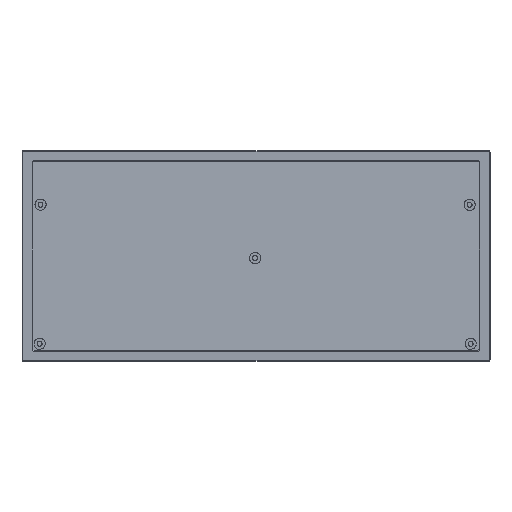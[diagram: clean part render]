
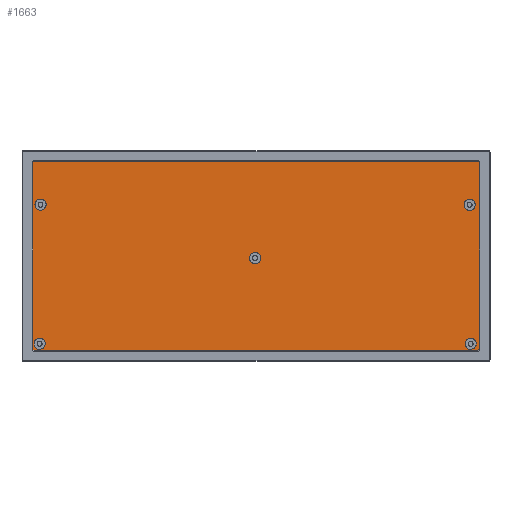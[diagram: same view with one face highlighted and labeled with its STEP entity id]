
A CAD part, top view. The second image highlights one B-rep face of the part: STEP entity #1663.
In plain terms, the highlighted planar face has unit normal (0, 0, 1).
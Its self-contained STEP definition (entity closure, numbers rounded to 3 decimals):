
#37=CIRCLE('',#1769,3.6);
#39=CIRCLE('',#1776,3.6);
#41=CIRCLE('',#1784,3.6);
#42=CIRCLE('',#1788,3.6);
#44=CIRCLE('',#1795,3.6);
#46=CIRCLE('',#1803,3.6);
#48=CIRCLE('',#1810,3.6);
#49=CIRCLE('',#1813,1.);
#50=CIRCLE('',#1814,1.);
#51=CIRCLE('',#1815,1.);
#52=CIRCLE('',#1816,1.);
#175=FACE_BOUND('',#346,.T.);
#176=FACE_BOUND('',#347,.T.);
#177=FACE_BOUND('',#348,.T.);
#178=FACE_BOUND('',#349,.T.);
#179=FACE_BOUND('',#350,.T.);
#228=FACE_OUTER_BOUND('',#345,.T.);
#345=EDGE_LOOP('',(#1265,#1266,#1267,#1268,#1269,#1270,#1271,#1272));
#346=EDGE_LOOP('',(#1273));
#347=EDGE_LOOP('',(#1274));
#348=EDGE_LOOP('',(#1275,#1276,#1277,#1278));
#349=EDGE_LOOP('',(#1279));
#350=EDGE_LOOP('',(#1280,#1281,#1282,#1283));
#468=LINE('',#2574,#611);
#474=LINE('',#2591,#617);
#478=LINE('',#2606,#621);
#485=LINE('',#2635,#628);
#489=LINE('',#2650,#632);
#494=LINE('',#2682,#637);
#495=LINE('',#2686,#638);
#496=LINE('',#2690,#639);
#611=VECTOR('',#2040,10.);
#617=VECTOR('',#2056,10.);
#621=VECTOR('',#2074,10.);
#628=VECTOR('',#2105,10.);
#632=VECTOR('',#2123,10.);
#637=VECTOR('',#2162,10.);
#638=VECTOR('',#2165,10.);
#639=VECTOR('',#2168,10.);
#730=VERTEX_POINT('',#2571);
#731=VERTEX_POINT('',#2573);
#734=VERTEX_POINT('',#2581);
#735=VERTEX_POINT('',#2583);
#737=VERTEX_POINT('',#2589);
#741=VERTEX_POINT('',#2601);
#745=VERTEX_POINT('',#2617);
#748=VERTEX_POINT('',#2625);
#749=VERTEX_POINT('',#2627);
#751=VERTEX_POINT('',#2633);
#755=VERTEX_POINT('',#2645);
#759=VERTEX_POINT('',#2661);
#763=VERTEX_POINT('',#2674);
#764=VERTEX_POINT('',#2679);
#765=VERTEX_POINT('',#2681);
#766=VERTEX_POINT('',#2683);
#767=VERTEX_POINT('',#2685);
#768=VERTEX_POINT('',#2687);
#769=VERTEX_POINT('',#2689);
#896=EDGE_CURVE('',#731,#730,#468,.T.);
#900=EDGE_CURVE('',#735,#734,#37,.T.);
#904=EDGE_CURVE('',#734,#737,#474,.T.);
#910=EDGE_CURVE('',#737,#741,#39,.T.);
#912=EDGE_CURVE('',#741,#735,#478,.T.);
#918=EDGE_CURVE('',#745,#745,#41,.T.);
#921=EDGE_CURVE('',#749,#748,#42,.T.);
#925=EDGE_CURVE('',#748,#751,#485,.T.);
#931=EDGE_CURVE('',#751,#755,#44,.T.);
#933=EDGE_CURVE('',#755,#749,#489,.T.);
#939=EDGE_CURVE('',#759,#759,#46,.T.);
#945=EDGE_CURVE('',#763,#763,#48,.T.);
#946=EDGE_CURVE('',#730,#764,#49,.T.);
#947=EDGE_CURVE('',#764,#765,#494,.T.);
#948=EDGE_CURVE('',#765,#766,#50,.T.);
#949=EDGE_CURVE('',#766,#767,#495,.T.);
#950=EDGE_CURVE('',#767,#768,#51,.T.);
#951=EDGE_CURVE('',#768,#769,#496,.T.);
#952=EDGE_CURVE('',#769,#731,#52,.T.);
#1265=ORIENTED_EDGE('',*,*,#946,.T.);
#1266=ORIENTED_EDGE('',*,*,#947,.T.);
#1267=ORIENTED_EDGE('',*,*,#948,.T.);
#1268=ORIENTED_EDGE('',*,*,#949,.T.);
#1269=ORIENTED_EDGE('',*,*,#950,.T.);
#1270=ORIENTED_EDGE('',*,*,#951,.T.);
#1271=ORIENTED_EDGE('',*,*,#952,.T.);
#1272=ORIENTED_EDGE('',*,*,#896,.T.);
#1273=ORIENTED_EDGE('',*,*,#945,.T.);
#1274=ORIENTED_EDGE('',*,*,#939,.T.);
#1275=ORIENTED_EDGE('',*,*,#921,.T.);
#1276=ORIENTED_EDGE('',*,*,#925,.T.);
#1277=ORIENTED_EDGE('',*,*,#931,.T.);
#1278=ORIENTED_EDGE('',*,*,#933,.T.);
#1279=ORIENTED_EDGE('',*,*,#918,.T.);
#1280=ORIENTED_EDGE('',*,*,#900,.T.);
#1281=ORIENTED_EDGE('',*,*,#904,.T.);
#1282=ORIENTED_EDGE('',*,*,#910,.T.);
#1283=ORIENTED_EDGE('',*,*,#912,.T.);
#1594=PLANE('',#1812);
#1663=ADVANCED_FACE('',(#228,#175,#176,#177,#178,#179),#1594,.T.);
#1769=AXIS2_PLACEMENT_3D('',#2584,#2049,#2050);
#1776=AXIS2_PLACEMENT_3D('',#2603,#2069,#2070);
#1784=AXIS2_PLACEMENT_3D('',#2619,#2089,#2090);
#1788=AXIS2_PLACEMENT_3D('',#2628,#2098,#2099);
#1795=AXIS2_PLACEMENT_3D('',#2647,#2118,#2119);
#1803=AXIS2_PLACEMENT_3D('',#2663,#2138,#2139);
#1810=AXIS2_PLACEMENT_3D('',#2676,#2154,#2155);
#1812=AXIS2_PLACEMENT_3D('',#2678,#2158,#2159);
#1813=AXIS2_PLACEMENT_3D('',#2680,#2160,#2161);
#1814=AXIS2_PLACEMENT_3D('',#2684,#2163,#2164);
#1815=AXIS2_PLACEMENT_3D('',#2688,#2166,#2167);
#1816=AXIS2_PLACEMENT_3D('',#2691,#2169,#2170);
#2040=DIRECTION('',(-1.,0.,0.));
#2049=DIRECTION('center_axis',(0.,0.,-1.));
#2050=DIRECTION('ref_axis',(-1.,0.,0.));
#2056=DIRECTION('',(-1.,0.,0.));
#2069=DIRECTION('center_axis',(0.,0.,-1.));
#2070=DIRECTION('ref_axis',(-1.,0.,0.));
#2074=DIRECTION('',(0.,1.,0.));
#2089=DIRECTION('center_axis',(0.,0.,-1.));
#2090=DIRECTION('ref_axis',(-1.,0.,0.));
#2098=DIRECTION('center_axis',(0.,0.,-1.));
#2099=DIRECTION('ref_axis',(-1.,0.,0.));
#2105=DIRECTION('',(-1.,0.,0.));
#2118=DIRECTION('center_axis',(0.,0.,-1.));
#2119=DIRECTION('ref_axis',(-1.,0.,0.));
#2123=DIRECTION('',(0.,-1.,0.));
#2138=DIRECTION('center_axis',(0.,0.,-1.));
#2139=DIRECTION('ref_axis',(-1.,0.,0.));
#2154=DIRECTION('center_axis',(0.,0.,-1.));
#2155=DIRECTION('ref_axis',(-1.,0.,0.));
#2158=DIRECTION('center_axis',(0.,0.,1.));
#2159=DIRECTION('ref_axis',(1.,0.,0.));
#2160=DIRECTION('center_axis',(0.,0.,1.));
#2161=DIRECTION('ref_axis',(0.,1.,0.));
#2162=DIRECTION('',(0.,-1.,0.));
#2163=DIRECTION('center_axis',(0.,0.,1.));
#2164=DIRECTION('ref_axis',(-1.,0.,0.));
#2165=DIRECTION('',(1.,0.,0.));
#2166=DIRECTION('center_axis',(0.,0.,1.));
#2167=DIRECTION('ref_axis',(0.,-1.,0.));
#2168=DIRECTION('',(0.,1.,0.));
#2169=DIRECTION('center_axis',(0.,0.,1.));
#2170=DIRECTION('ref_axis',(1.,0.,0.));
#2571=CARTESIAN_POINT('',(18.5,-28.,-4.));
#2573=CARTESIAN_POINT('',(306.5,-28.,-4.));
#2574=CARTESIAN_POINT('',(306.5,-28.,-4.));
#2581=CARTESIAN_POINT('',(22.781,-150.06,-4.));
#2583=CARTESIAN_POINT('',(18.438,-145.717,-4.));
#2584=CARTESIAN_POINT('Origin',(21.938,-146.56,-4.));
#2589=CARTESIAN_POINT('',(21.095,-150.06,-4.));
#2591=CARTESIAN_POINT('',(91.798,-150.06,-4.));
#2601=CARTESIAN_POINT('',(18.438,-147.403,-4.));
#2603=CARTESIAN_POINT('Origin',(21.938,-146.56,-4.));
#2606=CARTESIAN_POINT('',(18.438,-117.609,-4.));
#2617=CARTESIAN_POINT('',(165.538,-90.86,-4.));
#2619=CARTESIAN_POINT('Origin',(161.938,-90.86,-4.));
#2625=CARTESIAN_POINT('',(302.781,-150.06,-4.));
#2627=CARTESIAN_POINT('',(305.438,-147.403,-4.));
#2628=CARTESIAN_POINT('Origin',(301.938,-146.56,-4.));
#2633=CARTESIAN_POINT('',(301.095,-150.06,-4.));
#2635=CARTESIAN_POINT('',(231.798,-150.06,-4.));
#2645=CARTESIAN_POINT('',(305.438,-145.717,-4.));
#2647=CARTESIAN_POINT('Origin',(301.938,-146.56,-4.));
#2650=CARTESIAN_POINT('',(305.438,-118.451,-4.));
#2661=CARTESIAN_POINT('',(26.138,-56.16,-4.));
#2663=CARTESIAN_POINT('Origin',(22.538,-56.16,-4.));
#2674=CARTESIAN_POINT('',(304.838,-56.26,-4.));
#2676=CARTESIAN_POINT('Origin',(301.238,-56.26,-4.));
#2678=CARTESIAN_POINT('Origin',(162.5,-89.5,-4.));
#2679=CARTESIAN_POINT('',(17.5,-29.,-4.));
#2680=CARTESIAN_POINT('Origin',(18.5,-29.,-4.));
#2681=CARTESIAN_POINT('',(17.5,-150.,-4.));
#2682=CARTESIAN_POINT('',(17.5,-29.,-4.));
#2683=CARTESIAN_POINT('',(18.5,-151.,-4.));
#2684=CARTESIAN_POINT('Origin',(18.5,-150.,-4.));
#2685=CARTESIAN_POINT('',(306.5,-151.,-4.));
#2686=CARTESIAN_POINT('',(18.5,-151.,-4.));
#2687=CARTESIAN_POINT('',(307.5,-150.,-4.));
#2688=CARTESIAN_POINT('Origin',(306.5,-150.,-4.));
#2689=CARTESIAN_POINT('',(307.5,-29.,-4.));
#2690=CARTESIAN_POINT('',(307.5,-150.,-4.));
#2691=CARTESIAN_POINT('Origin',(306.5,-29.,-4.));
